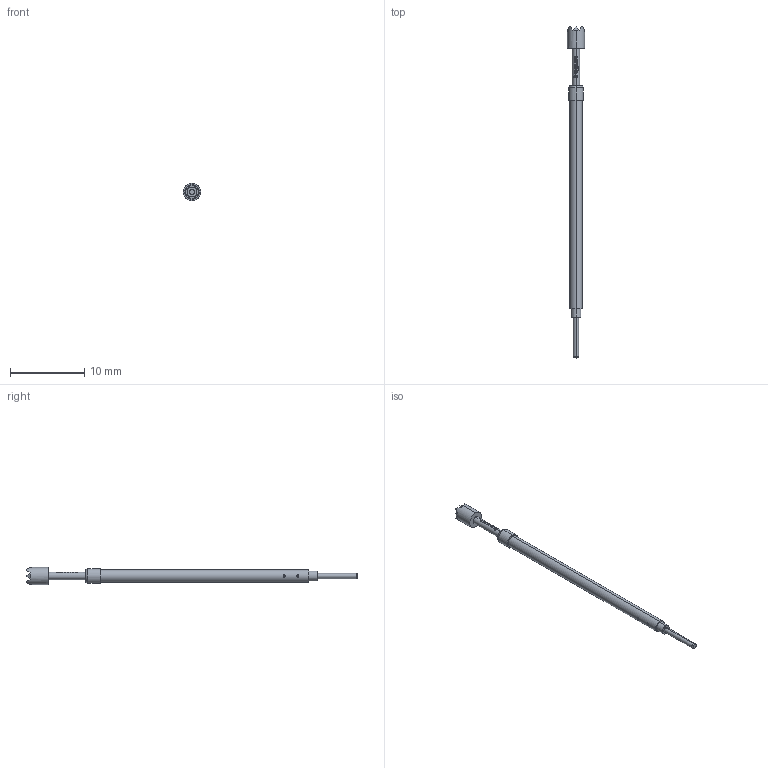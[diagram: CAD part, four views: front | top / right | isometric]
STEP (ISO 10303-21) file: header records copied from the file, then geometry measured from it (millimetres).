
FILE_DESCRIPTION (( 'STEP AP203' ), '1' );
FILE_NAME ('INGUN_SKS-215_306_230_A_xx02.STEP', '2022-02-17T14:21:14', ( 'ochi' ), ( '' ), 'SwSTEP 2.0', 'SolidWorks 2018', '' );
FILE_SCHEMA (( 'CONFIG_CONTROL_DESIGN' ));
Length unit declared in the file: millimetre
Products named in the file (1): INGUN_SKS-215_306_230_A_xx02
Bounding box: 2.3 x 44.6 x 2.3 mm (x, y, z)
Volume: 84.1 mm3; surface area: 224.9 mm2
Topology: 1 solids, 1 shells, 134 faces, 341 edges, 219 vertices
Faces by surface type: plane 82, cylinder 26, bspline 22, cone 4
Entity records: 4436 total; most frequent: CARTESIAN_POINT 1389, ORIENTED_EDGE 682, DIRECTION 527, EDGE_CURVE 341, VERTEX_POINT 219, AXIS2_PLACEMENT_3D 197, EDGE_LOOP 144, FACE_OUTER_BOUND 134
